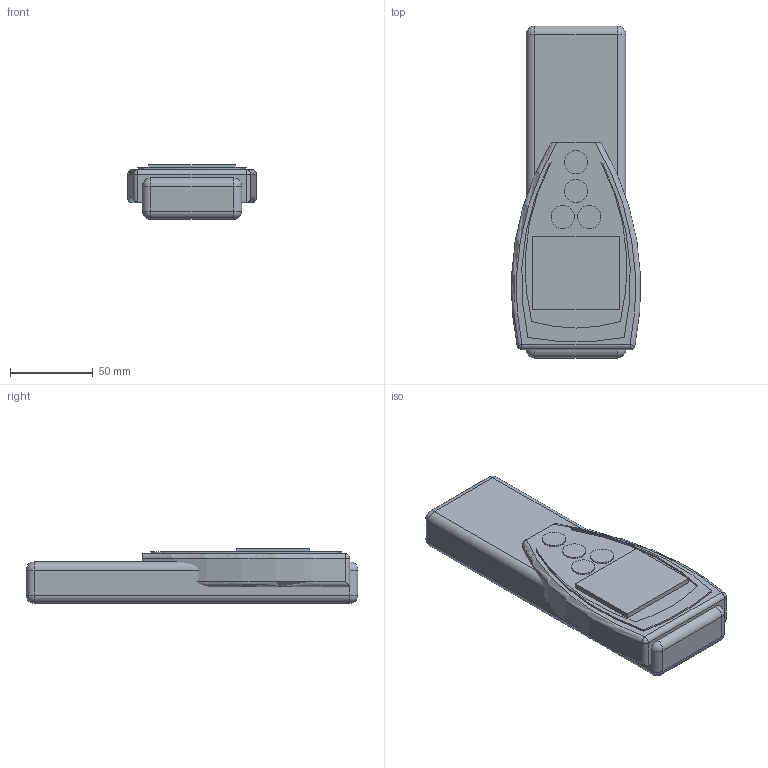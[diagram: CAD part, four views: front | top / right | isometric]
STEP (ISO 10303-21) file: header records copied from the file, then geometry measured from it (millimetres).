
FILE_DESCRIPTION(/* description */ (''),/* implementation_level */ '2;1');
FILE_NAME(/* name */ 'anemoscope.stp',/* time_stamp */ '2015-11-04T13:36:23+08:00',/* author */ (''),/* organization */ (''),/* preprocessor_version */ 'ST-DEVELOPER v14',/* originating_system */ 'SIEMENS PLM Software NX 8.0',/* authorisation */ '');
FILE_SCHEMA (('AUTOMOTIVE_DESIGN { 1 0 10303 214 3 1 1 1 }'));
Length unit declared in the file: millimetre
Products named in the file (1): anemoscope
Bounding box: 77.67 x 200 x 33 mm (x, y, z)
Volume: 466979.2 mm3; surface area: 86223.5 mm2
Topology: 10 solids, 10 shells, 73 faces, 155 edges, 92 vertices
Faces by surface type: plane 32, cylinder 27, sphere 10, torus 4
Full cylindrical faces by diameter (mm): 14 x4
Entity records: 1982 total; most frequent: CARTESIAN_POINT 363, DIRECTION 347, ORIENTED_EDGE 282, EDGE_CURVE 141, AXIS2_PLACEMENT_3D 140, VERTEX_POINT 92, EDGE_LOOP 77, ADVANCED_FACE 73
